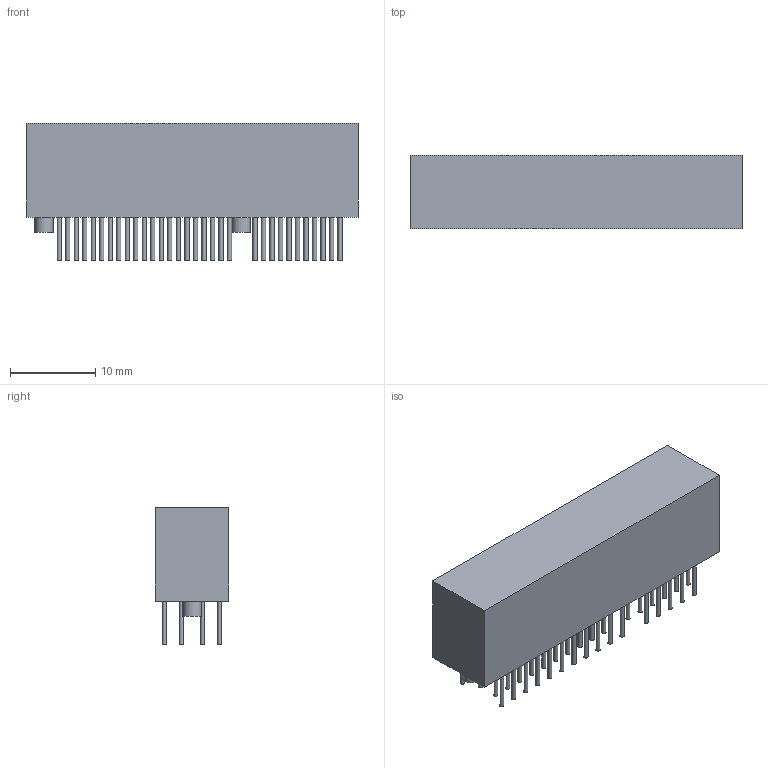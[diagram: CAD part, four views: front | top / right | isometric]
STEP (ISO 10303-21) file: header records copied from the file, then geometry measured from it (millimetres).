
FILE_DESCRIPTION(('FreeCAD Model'),'2;1');
FILE_NAME('277363.1.2.stp','2020-04-08T06:41:03',( 'Author'),(''),'Open CASCADE STEP processor 6.9','FreeCAD','Unknown' );
FILE_SCHEMA(('AUTOMOTIVE_DESIGN { 1 0 10303 214 1 1 1 1 }'));
Length unit declared in the file: millimetre
Products named in the file (4): ASSEMBLY; Body; Lugs; Leads
Assembly tree (133 placements, depth 2):
  ASSEMBLY
    Body
    Lugs  x66
    Leads  x66
Bounding box: 39 x 8.6 x 16.1 mm (x, y, z)
Surface area: 39778.8 mm2
Topology: 4357 solids, 4357 shells, 13074 faces, 13080 edges, 8720 vertices
Faces by surface type: plane 8718, cylinder 4356
Full cylindrical faces by diameter (mm): 0.5 x4224, 2.15 x132
Entity records: 8096 total; most frequent: DIRECTION 1438, CARTESIAN_POINT 1108, AXIS2_PLACEMENT_3D 470, ORIENTED_EDGE 420, PCURVE 420, DEFINITIONAL_REPRESENTATION 420, LINE 366, VECTOR 366
